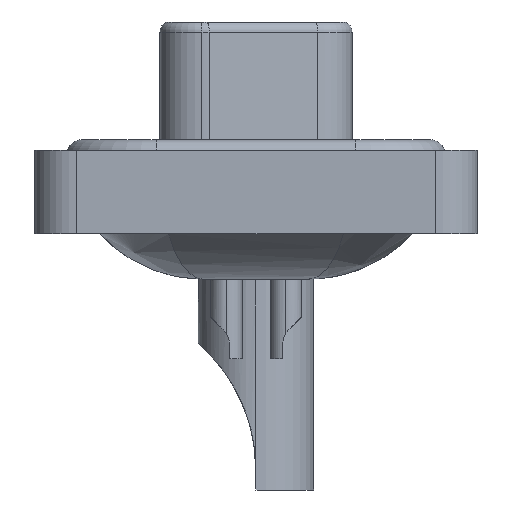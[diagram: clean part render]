
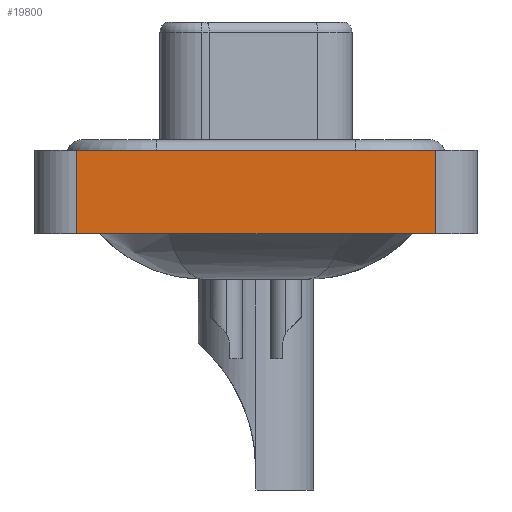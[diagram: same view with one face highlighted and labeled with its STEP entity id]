
A CAD part, left-side view. The second image highlights one B-rep face of the part: STEP entity #19800.
In plain terms, the highlighted planar face has unit normal (-1, 0, 0).
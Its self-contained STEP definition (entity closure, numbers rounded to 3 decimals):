
#27 = CARTESIAN_POINT ( 'NONE',  ( -7.3, -8.55, -3.6 ) ) ;
#128 = VERTEX_POINT ( 'NONE', #18691 ) ;
#135 = VERTEX_POINT ( 'NONE', #20567 ) ;
#1410 = VECTOR ( 'NONE', #13593, 1000. ) ;
#2794 = DIRECTION ( 'NONE',  ( 0., 0., 1. ) ) ;
#3113 = VECTOR ( 'NONE', #2794, 1000. ) ;
#3554 = ORIENTED_EDGE ( 'NONE', *, *, #7526, .F. ) ;
#4355 = CARTESIAN_POINT ( 'NONE',  ( -7.3, -8.55, 0.4 ) ) ;
#4577 = DIRECTION ( 'NONE',  ( 0., -1., 0. ) ) ;
#6181 = AXIS2_PLACEMENT_3D ( 'NONE', #27, #17874, #11413 ) ;
#6972 = ORIENTED_EDGE ( 'NONE', *, *, #20419, .T. ) ;
#7126 = CARTESIAN_POINT ( 'NONE',  ( -7.3, -8.55, -3.6 ) ) ;
#7526 = EDGE_CURVE ( 'NONE', #128, #135, #14336, .T. ) ;
#8149 = FACE_OUTER_BOUND ( 'NONE', #10449, .T. ) ;
#8856 = CARTESIAN_POINT ( 'NONE',  ( -7.3, 8.55, -3.6 ) ) ;
#8861 = CARTESIAN_POINT ( 'NONE',  ( -7.3, -8.55, -3.6 ) ) ;
#9361 = EDGE_CURVE ( 'NONE', #11865, #128, #20370, .T. ) ;
#9785 = ORIENTED_EDGE ( 'NONE', *, *, #9361, .F. ) ;
#10327 = DIRECTION ( 'NONE',  ( 0., 0., 1. ) ) ;
#10334 = VECTOR ( 'NONE', #10327, 1000. ) ;
#10449 = EDGE_LOOP ( 'NONE', ( #20075, #3554, #9785, #6972 ) ) ;
#10620 = LINE ( 'NONE', #7126, #1410 ) ;
#10698 = VERTEX_POINT ( 'NONE', #8861 ) ;
#10883 = CARTESIAN_POINT ( 'NONE',  ( -7.3, -8.55, -3.6 ) ) ;
#11413 = DIRECTION ( 'NONE',  ( 0., 0., 1. ) ) ;
#11865 = VERTEX_POINT ( 'NONE', #18345 ) ;
#12455 = LINE ( 'NONE', #10883, #3113 ) ;
#13593 = DIRECTION ( 'NONE',  ( 0., -1., 0. ) ) ;
#14336 = LINE ( 'NONE', #4355, #18689 ) ;
#14590 = PLANE ( 'NONE',  #6181 ) ;
#17874 = DIRECTION ( 'NONE',  ( -1., 0., 0. ) ) ;
#18345 = CARTESIAN_POINT ( 'NONE',  ( -7.3, 8.55, -3.6 ) ) ;
#18689 = VECTOR ( 'NONE', #4577, 1000. ) ;
#18691 = CARTESIAN_POINT ( 'NONE',  ( -7.3, 8.55, 0.4 ) ) ;
#19800 = ADVANCED_FACE ( 'NONE', ( #8149 ), #14590, .T. ) ;
#20075 = ORIENTED_EDGE ( 'NONE', *, *, #20125, .T. ) ;
#20125 = EDGE_CURVE ( 'NONE', #10698, #135, #12455, .T. ) ;
#20370 = LINE ( 'NONE', #8856, #10334 ) ;
#20419 = EDGE_CURVE ( 'NONE', #11865, #10698, #10620, .T. ) ;
#20567 = CARTESIAN_POINT ( 'NONE',  ( -7.3, -8.55, 0.4 ) ) ;
